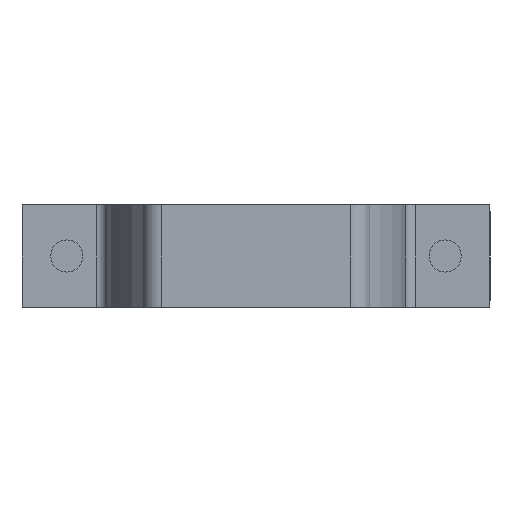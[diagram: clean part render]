
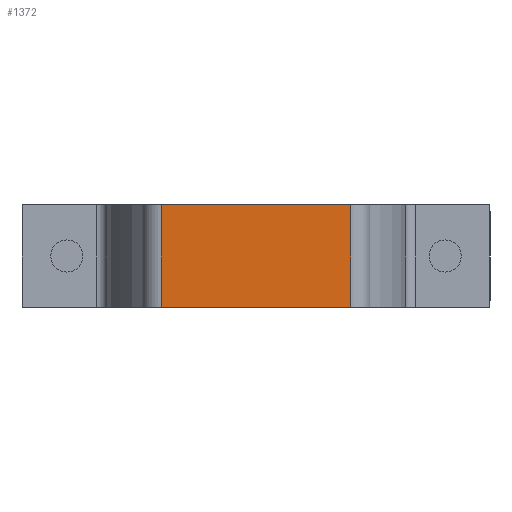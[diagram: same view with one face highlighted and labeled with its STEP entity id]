
A CAD part, front view. The second image highlights one B-rep face of the part: STEP entity #1372.
In plain terms, the highlighted planar face has unit normal (0, -1, 0).
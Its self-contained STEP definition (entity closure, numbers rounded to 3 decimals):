
#245 = VECTOR ( 'NONE', #1891, 1000. ) ;
#254 = VECTOR ( 'NONE', #780, 1000. ) ;
#301 = ORIENTED_EDGE ( 'NONE', *, *, #2693, .F. ) ;
#368 = VECTOR ( 'NONE', #2223, 1000. ) ;
#550 = VERTEX_POINT ( 'NONE', #2598 ) ;
#601 = VERTEX_POINT ( 'NONE', #2362 ) ;
#617 = CARTESIAN_POINT ( 'NONE',  ( 14.75, -31.5, -8. ) ) ;
#624 = EDGE_CURVE ( 'NONE', #601, #550, #2478, .T. ) ;
#707 = CARTESIAN_POINT ( 'NONE',  ( 14.75, -31.5, 8. ) ) ;
#718 = DIRECTION ( 'NONE',  ( 1., 0., 0. ) ) ;
#780 = DIRECTION ( 'NONE',  ( 1., 0., 0. ) ) ;
#959 = LINE ( 'NONE', #707, #2272 ) ;
#1046 = LINE ( 'NONE', #1888, #245 ) ;
#1372 = ADVANCED_FACE ( 'NONE', ( #2773 ), #1663, .F. ) ;
#1407 = VERTEX_POINT ( 'NONE', #2501 ) ;
#1548 = EDGE_CURVE ( 'NONE', #550, #3392, #1756, .T. ) ;
#1663 = PLANE ( 'NONE',  #2723 ) ;
#1751 = ORIENTED_EDGE ( 'NONE', *, *, #2398, .F. ) ;
#1756 = LINE ( 'NONE', #617, #254 ) ;
#1788 = DIRECTION ( 'NONE',  ( 0., 1., 0. ) ) ;
#1888 = CARTESIAN_POINT ( 'NONE',  ( 14.75, -31.5, 8. ) ) ;
#1891 = DIRECTION ( 'NONE',  ( 0., 0., -1. ) ) ;
#1973 = DIRECTION ( 'NONE',  ( 0., 0., 1. ) ) ;
#2223 = DIRECTION ( 'NONE',  ( 0., 0., -1. ) ) ;
#2272 = VECTOR ( 'NONE', #718, 1000. ) ;
#2362 = CARTESIAN_POINT ( 'NONE',  ( -14.75, -31.5, 8. ) ) ;
#2375 = CARTESIAN_POINT ( 'NONE',  ( -14.75, -31.5, 8. ) ) ;
#2398 = EDGE_CURVE ( 'NONE', #1407, #3392, #1046, .T. ) ;
#2437 = CARTESIAN_POINT ( 'NONE',  ( 14.75, -31.5, -8. ) ) ;
#2478 = LINE ( 'NONE', #2375, #368 ) ;
#2501 = CARTESIAN_POINT ( 'NONE',  ( 14.75, -31.5, 8. ) ) ;
#2598 = CARTESIAN_POINT ( 'NONE',  ( -14.75, -31.5, -8. ) ) ;
#2624 = CARTESIAN_POINT ( 'NONE',  ( 14.75, -31.5, 8. ) ) ;
#2693 = EDGE_CURVE ( 'NONE', #601, #1407, #959, .T. ) ;
#2723 = AXIS2_PLACEMENT_3D ( 'NONE', #2624, #1788, #1973 ) ;
#2773 = FACE_OUTER_BOUND ( 'NONE', #2969, .T. ) ;
#2817 = ORIENTED_EDGE ( 'NONE', *, *, #624, .T. ) ;
#2969 = EDGE_LOOP ( 'NONE', ( #3199, #1751, #301, #2817 ) ) ;
#3199 = ORIENTED_EDGE ( 'NONE', *, *, #1548, .T. ) ;
#3392 = VERTEX_POINT ( 'NONE', #2437 ) ;
